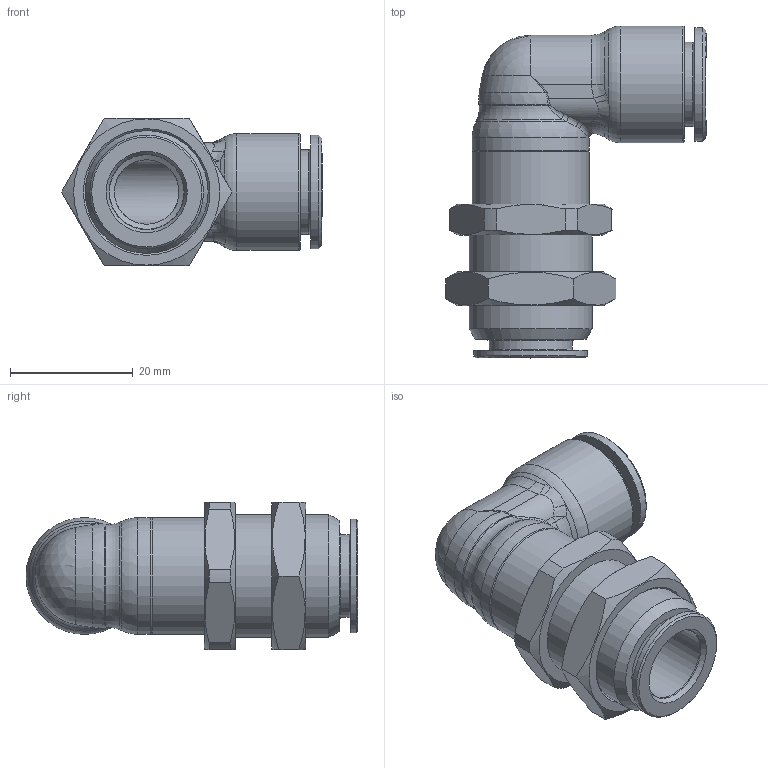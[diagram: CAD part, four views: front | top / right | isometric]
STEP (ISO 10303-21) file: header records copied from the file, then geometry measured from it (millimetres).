
FILE_DESCRIPTION(/* description */ ('STEP AP214'),/* implementation_level */ '2;1');
FILE_NAME(/* name */ 'B0380060',/* time_stamp */ '2023-03-30T13:08:47+02:00',/* author */ ('License CC BY-ND 4.0'),/* organization */ ('CADENAS'),/* preprocessor_version */ 'ST-DEVELOPER v19.3',/* originating_system */ 'PARTsolutions',/* authorisation */ ' ');
FILE_SCHEMA (('AUTOMOTIVE_DESIGN {1 0 10303 214 3 1 1}'));
Length unit declared in the file: millimetre
Products named in the file (1): B0380060
Bounding box: 42.46 x 54 x 24 mm (x, y, z)
Volume: 13531.5 mm3; surface area: 8501.6 mm2
Topology: 1 solids, 3 shells, 236 faces, 582 edges, 373 vertices
Faces by surface type: plane 105, bspline 69, cylinder 30, cone 20, torus 9, sphere 3
Full cylindrical faces by diameter (mm): 10.5 x2, 12.15 x1, 12.2 x1, 13.5 x1, 13.7 x1, 18.5 x2, 19 x3, 20 x2
Entity records: 11070 total; most frequent: CARTESIAN_POINT 4521, ORIENTED_EDGE 1066, DIRECTION 808, EDGE_CURVE 533, VERTEX_POINT 358, EDGE_LOOP 293, FACE_BOUND 293, AXIS2_PLACEMENT_3D 276
